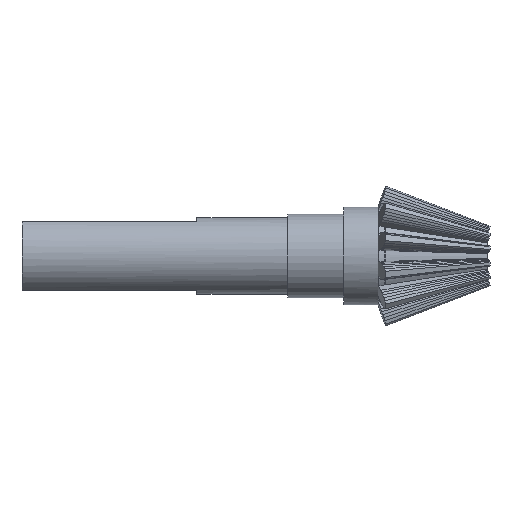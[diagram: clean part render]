
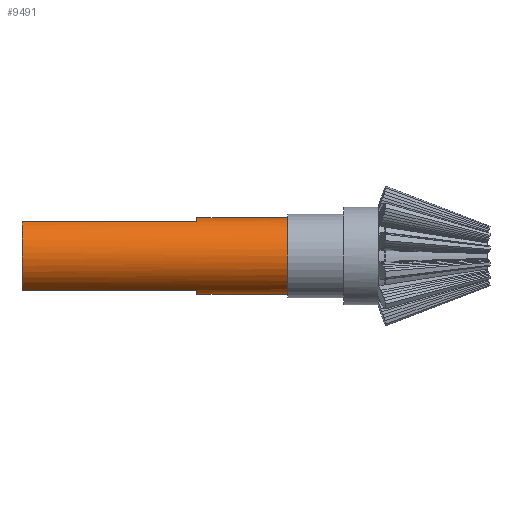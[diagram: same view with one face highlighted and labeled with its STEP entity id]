
A CAD part, left-side view. The second image highlights one B-rep face of the part: STEP entity #9491.
In plain terms, the highlighted cylindrical face has radius 5.5 mm (diameter 11 mm), a partial arc.
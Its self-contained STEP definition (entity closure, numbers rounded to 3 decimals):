
#89 = CARTESIAN_POINT ( 'NONE',  ( -2.5, 78.593, 15.678 ) ) ;
#121 = ORIENTED_EDGE ( 'NONE', *, *, #7200, .F. ) ;
#164 = CARTESIAN_POINT ( 'NONE',  ( -2.5, 78.593, 5.88 ) ) ;
#171 = DIRECTION ( 'NONE',  ( 0., 0., -1. ) ) ;
#204 = AXIS2_PLACEMENT_3D ( 'NONE', #8962, #2079, #1437 ) ;
#285 = EDGE_CURVE ( 'NONE', #2104, #2634, #7916, .T. ) ;
#454 = AXIS2_PLACEMENT_3D ( 'NONE', #6625, #8172, #9679 ) ;
#682 = VECTOR ( 'NONE', #1842, 1000. ) ;
#735 = CARTESIAN_POINT ( 'NONE',  ( -2.5, 78.593, 15.678 ) ) ;
#897 = ORIENTED_EDGE ( 'NONE', *, *, #2082, .F. ) ;
#917 = DIRECTION ( 'NONE',  ( 0., 0., 1. ) ) ;
#918 = LINE ( 'NONE', #164, #3911 ) ;
#939 = CIRCLE ( 'NONE', #4263, 5.5 ) ;
#949 = EDGE_CURVE ( 'NONE', #3501, #2634, #3235, .T. ) ;
#981 = ORIENTED_EDGE ( 'NONE', *, *, #285, .F. ) ;
#1022 = VECTOR ( 'NONE', #1965, 1000. ) ;
#1123 = CARTESIAN_POINT ( 'NONE',  ( 0., 53.593, 16.279 ) ) ;
#1239 = VERTEX_POINT ( 'NONE', #8199 ) ;
#1437 = DIRECTION ( 'NONE',  ( 0., 0., 1. ) ) ;
#1749 = EDGE_LOOP ( 'NONE', ( #981, #2486, #2474, #897, #4537, #121, #7847, #5613 ) ) ;
#1842 = DIRECTION ( 'NONE',  ( 0., -1., 0. ) ) ;
#1965 = DIRECTION ( 'NONE',  ( 0., -1., 0. ) ) ;
#2079 = DIRECTION ( 'NONE',  ( 0., 1., 0. ) ) ;
#2082 = EDGE_CURVE ( 'NONE', #4099, #3604, #939, .T. ) ;
#2095 = EDGE_CURVE ( 'NONE', #2319, #2104, #9702, .T. ) ;
#2104 = VERTEX_POINT ( 'NONE', #8916 ) ;
#2319 = VERTEX_POINT ( 'NONE', #8076 ) ;
#2321 = CARTESIAN_POINT ( 'NONE',  ( 0., 53.593, 10.779 ) ) ;
#2474 = ORIENTED_EDGE ( 'NONE', *, *, #3884, .F. ) ;
#2486 = ORIENTED_EDGE ( 'NONE', *, *, #2095, .F. ) ;
#2634 = VERTEX_POINT ( 'NONE', #6170 ) ;
#2728 = CARTESIAN_POINT ( 'NONE',  ( 0., 40.593, 5.279 ) ) ;
#2941 = CIRCLE ( 'NONE', #9641, 5.5 ) ;
#3075 = VERTEX_POINT ( 'NONE', #5922 ) ;
#3205 = DIRECTION ( 'NONE',  ( 0., -1., 0. ) ) ;
#3235 = CIRCLE ( 'NONE', #204, 5.5 ) ;
#3469 = DIRECTION ( 'NONE',  ( 0., 0., 1. ) ) ;
#3501 = VERTEX_POINT ( 'NONE', #2728 ) ;
#3604 = VERTEX_POINT ( 'NONE', #735 ) ;
#3884 = EDGE_CURVE ( 'NONE', #3604, #2319, #7482, .T. ) ;
#3911 = VECTOR ( 'NONE', #3205, 1000. ) ;
#3955 = EDGE_CURVE ( 'NONE', #3075, #3501, #8673, .T. ) ;
#4065 = AXIS2_PLACEMENT_3D ( 'NONE', #2321, #5359, #171 ) ;
#4099 = VERTEX_POINT ( 'NONE', #7098 ) ;
#4117 = CARTESIAN_POINT ( 'NONE',  ( 0., 53.593, 5.279 ) ) ;
#4263 = AXIS2_PLACEMENT_3D ( 'NONE', #5828, #4309, #3469 ) ;
#4309 = DIRECTION ( 'NONE',  ( 0., 1., 0. ) ) ;
#4537 = ORIENTED_EDGE ( 'NONE', *, *, #8505, .T. ) ;
#4646 = FACE_OUTER_BOUND ( 'NONE', #1749, .T. ) ;
#5359 = DIRECTION ( 'NONE',  ( 0., -1., 0. ) ) ;
#5613 = ORIENTED_EDGE ( 'NONE', *, *, #949, .T. ) ;
#5828 = CARTESIAN_POINT ( 'NONE',  ( 0., 78.593, 10.779 ) ) ;
#5922 = CARTESIAN_POINT ( 'NONE',  ( 0., 53.593, 5.279 ) ) ;
#6156 = CARTESIAN_POINT ( 'NONE',  ( 0., 53.593, 10.779 ) ) ;
#6170 = CARTESIAN_POINT ( 'NONE',  ( 0., 40.593, 16.279 ) ) ;
#6625 = CARTESIAN_POINT ( 'NONE',  ( 0., 53.593, 10.779 ) ) ;
#7067 = VECTOR ( 'NONE', #8276, 1000. ) ;
#7098 = CARTESIAN_POINT ( 'NONE',  ( -2.5, 78.593, 5.88 ) ) ;
#7200 = EDGE_CURVE ( 'NONE', #3075, #1239, #2941, .T. ) ;
#7482 = LINE ( 'NONE', #89, #7067 ) ;
#7762 = DIRECTION ( 'NONE',  ( 0., 1., 0. ) ) ;
#7847 = ORIENTED_EDGE ( 'NONE', *, *, #3955, .T. ) ;
#7916 = LINE ( 'NONE', #1123, #1022 ) ;
#8076 = CARTESIAN_POINT ( 'NONE',  ( -2.5, 53.593, 15.678 ) ) ;
#8172 = DIRECTION ( 'NONE',  ( 0., 1., 0. ) ) ;
#8199 = CARTESIAN_POINT ( 'NONE',  ( -2.5, 53.593, 5.88 ) ) ;
#8276 = DIRECTION ( 'NONE',  ( 0., -1., 0. ) ) ;
#8505 = EDGE_CURVE ( 'NONE', #4099, #1239, #918, .T. ) ;
#8673 = LINE ( 'NONE', #4117, #682 ) ;
#8916 = CARTESIAN_POINT ( 'NONE',  ( 0., 53.593, 16.279 ) ) ;
#8962 = CARTESIAN_POINT ( 'NONE',  ( 0., 40.593, 10.779 ) ) ;
#9364 = CYLINDRICAL_SURFACE ( 'NONE', #4065, 5.5 ) ;
#9491 = ADVANCED_FACE ( 'NONE', ( #4646 ), #9364, .T. ) ;
#9641 = AXIS2_PLACEMENT_3D ( 'NONE', #6156, #7762, #917 ) ;
#9679 = DIRECTION ( 'NONE',  ( 0., 0., 1. ) ) ;
#9702 = CIRCLE ( 'NONE', #454, 5.5 ) ;
